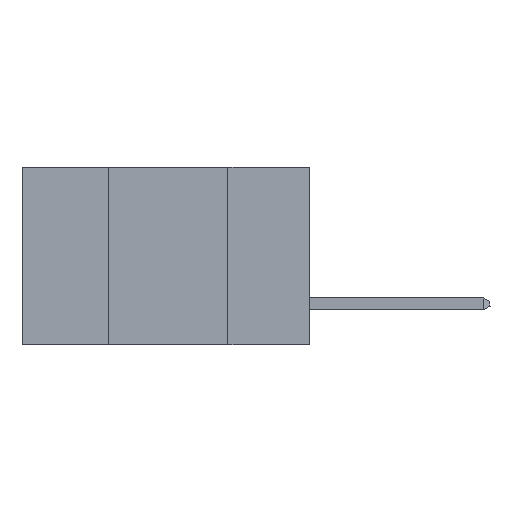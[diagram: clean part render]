
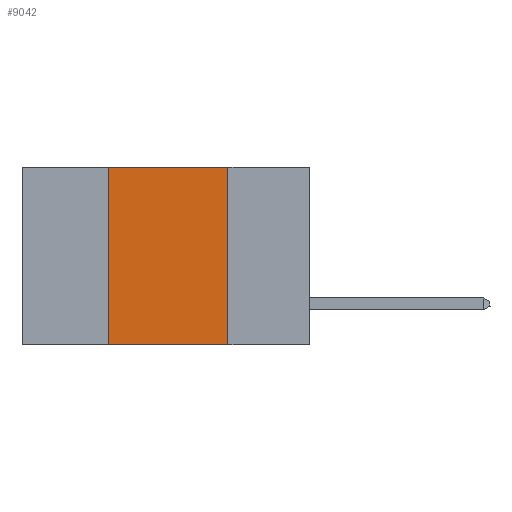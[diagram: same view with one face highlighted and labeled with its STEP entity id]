
A CAD part, left-side view. The second image highlights one B-rep face of the part: STEP entity #9042.
In plain terms, the highlighted planar face has unit normal (-1, 0, 0).
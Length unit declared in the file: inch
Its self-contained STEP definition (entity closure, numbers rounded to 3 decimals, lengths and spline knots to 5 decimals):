
#171 = DIRECTION ( 'NONE',  ( 0., 0., -1. ) ) ;
#212 = DIRECTION ( 'NONE',  ( 1., 0., 0. ) ) ;
#1490 = VERTEX_POINT ( 'NONE', #12262 ) ;
#1952 = VERTEX_POINT ( 'NONE', #9978 ) ;
#1955 = CARTESIAN_POINT ( 'NONE',  ( 0., 0.6, 0. ) ) ;
#1977 = EDGE_CURVE ( 'NONE', #12280, #1490, #8244, .T. ) ;
#2393 = PLANE ( 'NONE',  #8466 ) ;
#2737 = LINE ( 'NONE', #2821, #9751 ) ;
#2821 = CARTESIAN_POINT ( 'NONE',  ( 0., 0.6, -0.37 ) ) ;
#4044 = ORIENTED_EDGE ( 'NONE', *, *, #1977, .F. ) ;
#4142 = ORIENTED_EDGE ( 'NONE', *, *, #9051, .F. ) ;
#4760 = CARTESIAN_POINT ( 'NONE',  ( 0., 0.42, 0. ) ) ;
#4793 = VECTOR ( 'NONE', #11874, 39.37008 ) ;
#5511 = VECTOR ( 'NONE', #7990, 39.37008 ) ;
#6092 = VECTOR ( 'NONE', #171, 39.37008 ) ;
#6505 = VERTEX_POINT ( 'NONE', #9491 ) ;
#7066 = DIRECTION ( 'NONE',  ( 0., -1., 0. ) ) ;
#7419 = CARTESIAN_POINT ( 'NONE',  ( 0., 0.6, 0. ) ) ;
#7555 = EDGE_CURVE ( 'NONE', #1952, #6505, #2737, .T. ) ;
#7950 = ORIENTED_EDGE ( 'NONE', *, *, #9456, .F. ) ;
#7990 = DIRECTION ( 'NONE',  ( 0., -1., 0. ) ) ;
#8244 = LINE ( 'NONE', #1955, #5511 ) ;
#8466 = AXIS2_PLACEMENT_3D ( 'NONE', #7419, #212, #10321 ) ;
#8533 = CARTESIAN_POINT ( 'NONE',  ( 0., 0.17, 0. ) ) ;
#8628 = EDGE_LOOP ( 'NONE', ( #4142, #4044, #7950, #9452 ) ) ;
#9042 = ADVANCED_FACE ( 'NONE', ( #9431 ), #2393, .F. ) ;
#9051 = EDGE_CURVE ( 'NONE', #1490, #6505, #10522, .T. ) ;
#9431 = FACE_OUTER_BOUND ( 'NONE', #8628, .T. ) ;
#9452 = ORIENTED_EDGE ( 'NONE', *, *, #7555, .T. ) ;
#9456 = EDGE_CURVE ( 'NONE', #1952, #12280, #10043, .T. ) ;
#9491 = CARTESIAN_POINT ( 'NONE',  ( 0., 0.17, -0.37 ) ) ;
#9751 = VECTOR ( 'NONE', #7066, 39.37008 ) ;
#9978 = CARTESIAN_POINT ( 'NONE',  ( 0., 0.42, -0.37 ) ) ;
#10043 = LINE ( 'NONE', #4760, #4793 ) ;
#10321 = DIRECTION ( 'NONE',  ( 0., 0., -1. ) ) ;
#10522 = LINE ( 'NONE', #8533, #6092 ) ;
#11874 = DIRECTION ( 'NONE',  ( 0., 0., 1. ) ) ;
#11957 = CARTESIAN_POINT ( 'NONE',  ( 0., 0.42, 0. ) ) ;
#12262 = CARTESIAN_POINT ( 'NONE',  ( 0., 0.17, 0. ) ) ;
#12280 = VERTEX_POINT ( 'NONE', #11957 ) ;
